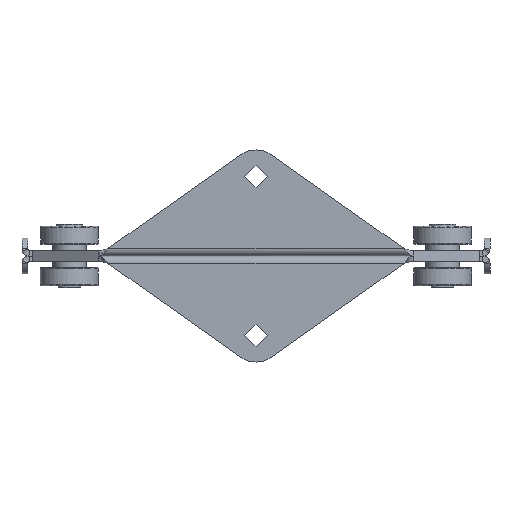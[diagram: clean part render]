
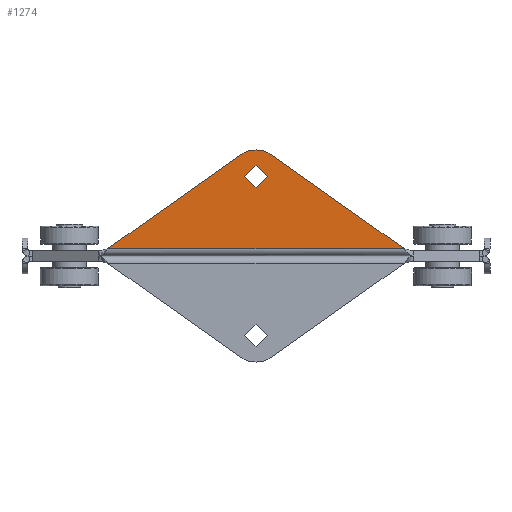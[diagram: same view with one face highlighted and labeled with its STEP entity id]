
A CAD part, front view. The second image highlights one B-rep face of the part: STEP entity #1274.
In plain terms, the highlighted planar face has unit normal (0, -1, 0).
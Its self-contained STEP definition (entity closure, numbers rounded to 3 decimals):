
#1274=ADVANCED_FACE('',(#3211,#3213),#3215,.T.);
#3211=FACE_BOUND('',#3212,.T.);
#3212=EDGE_LOOP('',(#5095,#5096,#5097,#5098));
#3213=FACE_BOUND('',#3214,.T.);
#3214=EDGE_LOOP('',(#5099,#5100,#5101,#5102));
#3215=PLANE('',#3216);
#3216=AXIS2_PLACEMENT_3D('',#3217,#3218,#3219);
#3217=CARTESIAN_POINT('',(16.727,-51.066,-35.709));
#3218=DIRECTION('',(0.,-1.,0.));
#3219=DIRECTION('',(-1.,0.,0.));
#5095=ORIENTED_EDGE('',*,*,#6090,.T.);
#5096=ORIENTED_EDGE('',*,*,#6080,.T.);
#5097=ORIENTED_EDGE('',*,*,#6078,.T.);
#5098=ORIENTED_EDGE('',*,*,#6076,.T.);
#5099=ORIENTED_EDGE('',*,*,#6081,.T.);
#5100=ORIENTED_EDGE('',*,*,#6088,.T.);
#5101=ORIENTED_EDGE('',*,*,#6086,.T.);
#5102=ORIENTED_EDGE('',*,*,#6084,.T.);
#6076=EDGE_CURVE('',#6815,#6675,#6816,.T.);
#6078=EDGE_CURVE('',#6818,#6815,#6819,.T.);
#6080=EDGE_CURVE('',#6672,#6818,#6821,.T.);
#6081=EDGE_CURVE('',#6822,#6823,#6824,.F.);
#6084=EDGE_CURVE('',#6827,#6822,#6828,.F.);
#6086=EDGE_CURVE('',#6830,#6827,#6831,.F.);
#6088=EDGE_CURVE('',#6823,#6830,#6833,.F.);
#6090=EDGE_CURVE('',#6675,#6672,#6835,.T.);
#6672=VERTEX_POINT('',#7891);
#6675=VERTEX_POINT('',#7912);
#6815=VERTEX_POINT('',#8373);
#6816=LINE('',#8374,#8375);
#6818=VERTEX_POINT('',#8380);
#6819=CIRCLE('',#8381,12.);
#6821=LINE('',#8388,#8389);
#6822=VERTEX_POINT('',#8391);
#6823=VERTEX_POINT('',#8392);
#6824=LINE('',#8393,#8394);
#6827=VERTEX_POINT('',#8402);
#6828=LINE('',#8403,#8404);
#6830=VERTEX_POINT('',#8409);
#6831=LINE('',#8410,#8411);
#6833=LINE('',#8416,#8417);
#6835=LINE('',#8422,#8423);
#7891=CARTESIAN_POINT('',(82.876,-51.066,2.127));
#7912=CARTESIAN_POINT('',(-49.72,-51.066,2.127));
#8373=CARTESIAN_POINT('',(9.651,-51.066,44.102));
#8374=CARTESIAN_POINT('',(9.651,-51.066,44.102));
#8375=VECTOR('',#8376,1.);
#8376=DIRECTION('',(-0.817,0.,-0.577));
#8380=CARTESIAN_POINT('',(23.506,-51.066,44.102));
#8381=AXIS2_PLACEMENT_3D('',#8382,#8383,#8384);
#8382=CARTESIAN_POINT('',(16.578,-51.066,34.304));
#8383=DIRECTION('',(0.,-1.,0.));
#8384=DIRECTION('',(0.577,0.,0.817));
#8388=CARTESIAN_POINT('',(82.876,-51.066,2.127));
#8389=VECTOR('',#8390,1.);
#8390=DIRECTION('',(-0.817,0.,0.577));
#8391=CARTESIAN_POINT('',(21.528,-51.066,34.3));
#8392=CARTESIAN_POINT('',(16.578,-51.066,29.35));
#8393=CARTESIAN_POINT('',(16.578,-51.066,29.35));
#8394=VECTOR('',#8395,1.);
#8395=DIRECTION('',(0.707,0.,0.707));
#8402=CARTESIAN_POINT('',(16.578,-51.066,39.25));
#8403=CARTESIAN_POINT('',(21.528,-51.066,34.3));
#8404=VECTOR('',#8405,1.);
#8405=DIRECTION('',(-0.707,0.,0.707));
#8409=CARTESIAN_POINT('',(11.628,-51.066,34.3));
#8410=CARTESIAN_POINT('',(16.578,-51.066,39.25));
#8411=VECTOR('',#8412,1.);
#8412=DIRECTION('',(-0.707,0.,-0.707));
#8416=CARTESIAN_POINT('',(11.628,-51.066,34.3));
#8417=VECTOR('',#8418,1.);
#8418=DIRECTION('',(0.707,0.,-0.707));
#8422=CARTESIAN_POINT('',(-49.72,-51.066,2.127));
#8423=VECTOR('',#8424,1.);
#8424=DIRECTION('',(1.,0.,0.));
